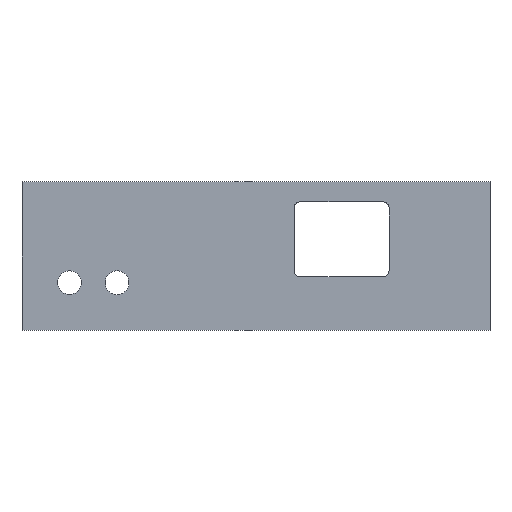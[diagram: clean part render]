
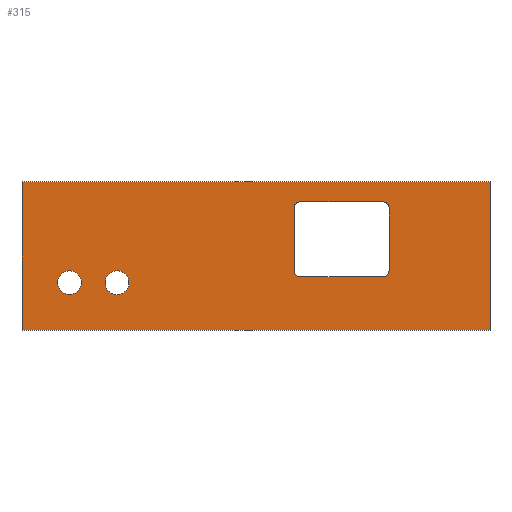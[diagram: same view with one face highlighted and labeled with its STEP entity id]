
A CAD part, top view. The second image highlights one B-rep face of the part: STEP entity #315.
In plain terms, the highlighted planar face has unit normal (0, 0, 1).
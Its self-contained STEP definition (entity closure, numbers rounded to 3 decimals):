
#15=FACE_BOUND('',#62,.T.);
#16=FACE_BOUND('',#63,.T.);
#17=FACE_BOUND('',#64,.T.);
#29=PLANE('',#363);
#45=FACE_OUTER_BOUND('',#61,.T.);
#61=EDGE_LOOP('',(#267,#268,#269,#270));
#62=EDGE_LOOP('',(#271,#272,#273,#274,#275,#276,#277,#278));
#63=EDGE_LOOP('',(#279));
#64=EDGE_LOOP('',(#280));
#71=LINE('',#465,#101);
#75=LINE('',#477,#105);
#79=LINE('',#489,#109);
#83=LINE('',#500,#113);
#87=LINE('',#517,#117);
#91=LINE('',#525,#121);
#94=LINE('',#531,#124);
#97=LINE('',#536,#127);
#101=VECTOR('',#377,10.);
#105=VECTOR('',#389,10.);
#109=VECTOR('',#401,10.);
#113=VECTOR('',#413,10.);
#117=VECTOR('',#431,10.);
#121=VECTOR('',#437,10.);
#124=VECTOR('',#442,10.);
#127=VECTOR('',#447,10.);
#129=CIRCLE('',#338,5.);
#131=CIRCLE('',#342,5.);
#133=CIRCLE('',#346,5.);
#135=CIRCLE('',#350,5.);
#137=CIRCLE('',#354,10.);
#139=CIRCLE('',#357,10.);
#141=VERTEX_POINT('',#455);
#142=VERTEX_POINT('',#456);
#145=VERTEX_POINT('',#464);
#147=VERTEX_POINT('',#470);
#149=VERTEX_POINT('',#476);
#151=VERTEX_POINT('',#482);
#153=VERTEX_POINT('',#488);
#155=VERTEX_POINT('',#494);
#157=VERTEX_POINT('',#503);
#159=VERTEX_POINT('',#509);
#161=VERTEX_POINT('',#515);
#162=VERTEX_POINT('',#516);
#165=VERTEX_POINT('',#524);
#167=VERTEX_POINT('',#530);
#169=EDGE_CURVE('',#141,#142,#129,.T.);
#173=EDGE_CURVE('',#145,#141,#71,.T.);
#176=EDGE_CURVE('',#147,#145,#131,.T.);
#179=EDGE_CURVE('',#149,#147,#75,.T.);
#182=EDGE_CURVE('',#151,#149,#133,.T.);
#185=EDGE_CURVE('',#153,#151,#79,.T.);
#188=EDGE_CURVE('',#155,#153,#135,.T.);
#191=EDGE_CURVE('',#142,#155,#83,.T.);
#193=EDGE_CURVE('',#157,#157,#137,.T.);
#196=EDGE_CURVE('',#159,#159,#139,.T.);
#199=EDGE_CURVE('',#161,#162,#87,.T.);
#203=EDGE_CURVE('',#162,#165,#91,.T.);
#206=EDGE_CURVE('',#165,#167,#94,.T.);
#209=EDGE_CURVE('',#167,#161,#97,.T.);
#267=ORIENTED_EDGE('',*,*,#209,.T.);
#268=ORIENTED_EDGE('',*,*,#199,.T.);
#269=ORIENTED_EDGE('',*,*,#203,.T.);
#270=ORIENTED_EDGE('',*,*,#206,.T.);
#271=ORIENTED_EDGE('',*,*,#169,.T.);
#272=ORIENTED_EDGE('',*,*,#191,.T.);
#273=ORIENTED_EDGE('',*,*,#188,.T.);
#274=ORIENTED_EDGE('',*,*,#185,.T.);
#275=ORIENTED_EDGE('',*,*,#182,.T.);
#276=ORIENTED_EDGE('',*,*,#179,.T.);
#277=ORIENTED_EDGE('',*,*,#176,.T.);
#278=ORIENTED_EDGE('',*,*,#173,.T.);
#279=ORIENTED_EDGE('',*,*,#193,.T.);
#280=ORIENTED_EDGE('',*,*,#196,.T.);
#315=ADVANCED_FACE('',(#45,#15,#16,#17),#29,.T.);
#338=AXIS2_PLACEMENT_3D('',#457,#369,#370);
#342=AXIS2_PLACEMENT_3D('',#471,#382,#383);
#346=AXIS2_PLACEMENT_3D('',#483,#394,#395);
#350=AXIS2_PLACEMENT_3D('',#495,#406,#407);
#354=AXIS2_PLACEMENT_3D('',#504,#417,#418);
#357=AXIS2_PLACEMENT_3D('',#510,#424,#425);
#363=AXIS2_PLACEMENT_3D('',#538,#449,#450);
#369=DIRECTION('center_axis',(0.,0.,-1.));
#370=DIRECTION('ref_axis',(1.,0.,0.));
#377=DIRECTION('',(1.,0.,0.));
#382=DIRECTION('center_axis',(0.,0.,-1.));
#383=DIRECTION('ref_axis',(0.,1.,0.));
#389=DIRECTION('',(0.,1.,0.));
#394=DIRECTION('center_axis',(0.,0.,-1.));
#395=DIRECTION('ref_axis',(-1.,0.,0.));
#401=DIRECTION('',(-1.,0.,0.));
#406=DIRECTION('center_axis',(0.,0.,-1.));
#407=DIRECTION('ref_axis',(0.,-1.,0.));
#413=DIRECTION('',(0.,-1.,0.));
#417=DIRECTION('center_axis',(0.,0.,-1.));
#418=DIRECTION('ref_axis',(1.,0.,0.));
#424=DIRECTION('center_axis',(0.,0.,-1.));
#425=DIRECTION('ref_axis',(1.,0.,0.));
#431=DIRECTION('',(0.,1.,0.));
#437=DIRECTION('',(-1.,0.,0.));
#442=DIRECTION('',(0.,-1.,0.));
#447=DIRECTION('',(1.,0.,0.));
#449=DIRECTION('center_axis',(0.,0.,1.));
#450=DIRECTION('ref_axis',(1.,0.,0.));
#455=CARTESIAN_POINT('',(107.,45.5,0.));
#456=CARTESIAN_POINT('',(112.,40.5,0.));
#457=CARTESIAN_POINT('Origin',(107.,40.5,0.));
#464=CARTESIAN_POINT('',(37.,45.5,0.));
#465=CARTESIAN_POINT('',(18.5,45.5,0.));
#470=CARTESIAN_POINT('',(32.,40.5,0.));
#471=CARTESIAN_POINT('Origin',(37.,40.5,0.));
#476=CARTESIAN_POINT('',(32.,-12.5,0.));
#477=CARTESIAN_POINT('',(32.,-6.25,0.));
#482=CARTESIAN_POINT('',(37.,-17.5,0.));
#483=CARTESIAN_POINT('Origin',(37.,-12.5,0.));
#488=CARTESIAN_POINT('',(107.,-17.5,0.));
#489=CARTESIAN_POINT('',(53.5,-17.5,0.));
#494=CARTESIAN_POINT('',(112.,-12.5,0.));
#495=CARTESIAN_POINT('Origin',(107.,-12.5,0.));
#500=CARTESIAN_POINT('',(112.,20.25,0.));
#503=CARTESIAN_POINT('',(-127.,-22.5,0.));
#504=CARTESIAN_POINT('Origin',(-117.,-22.5,0.));
#509=CARTESIAN_POINT('',(-167.,-22.5,0.));
#510=CARTESIAN_POINT('Origin',(-157.,-22.5,0.));
#515=CARTESIAN_POINT('',(197.,-62.5,0.));
#516=CARTESIAN_POINT('',(197.,62.5,0.));
#517=CARTESIAN_POINT('',(197.,-62.5,0.));
#524=CARTESIAN_POINT('',(-197.,62.5,0.));
#525=CARTESIAN_POINT('',(197.,62.5,0.));
#530=CARTESIAN_POINT('',(-197.,-62.5,0.));
#531=CARTESIAN_POINT('',(-197.,62.5,0.));
#536=CARTESIAN_POINT('',(-197.,-62.5,0.));
#538=CARTESIAN_POINT('Origin',(0.,0.,
0.));
